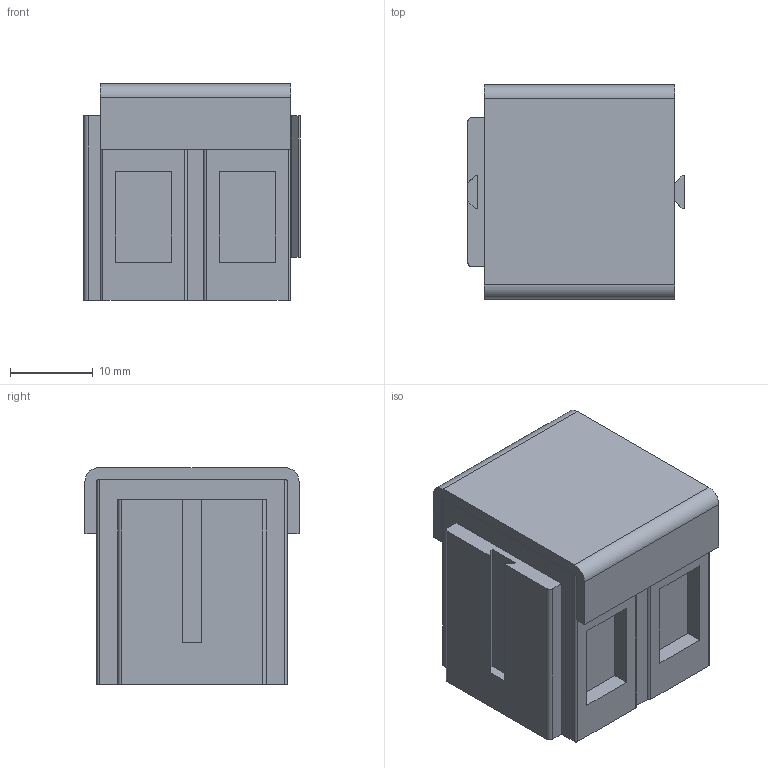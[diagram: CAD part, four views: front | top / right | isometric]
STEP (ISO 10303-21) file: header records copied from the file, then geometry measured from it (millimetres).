
FILE_DESCRIPTION((''),'2;1');
FILE_NAME('ASM0001_ASM','2021-06-16T',('Administrator'),(''),'PRO/ENGINEER BY PARAMETRIC TECHNOLOGY CORPORATION, 2013230','PRO/ENGINEER BY PARAMETRIC TECHNOLOGY CORPORATION, 2013230','');
FILE_SCHEMA(('CONFIG_CONTROL_DESIGN'));
Length unit declared in the file: millimetre
Products named in the file (3): PRT0001; PRT0002; ASM0001_ASM
Assembly tree (2 placements, depth 2):
  ASM0001_ASM
    PRT0001
    PRT0002
Bounding box: 26.15 x 25.9 x 26.2 mm (x, y, z)
Volume: 13317.9 mm3; surface area: 6642.5 mm2
Topology: 2 solids, 2 shells, 92 faces, 234 edges, 156 vertices
Faces by surface type: plane 66, cylinder 26
Entity records: 2862 total; most frequent: CARTESIAN_POINT 487, DIRECTION 480, ORIENTED_EDGE 468, EDGE_CURVE 234, VECTOR 182, LINE 182, VERTEX_POINT 156, AXIS2_PLACEMENT_3D 149
